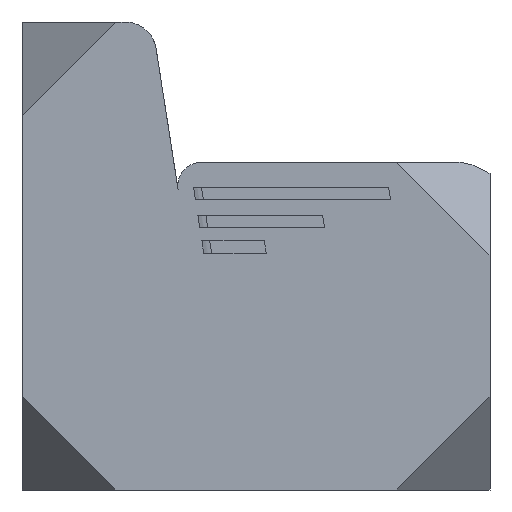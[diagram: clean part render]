
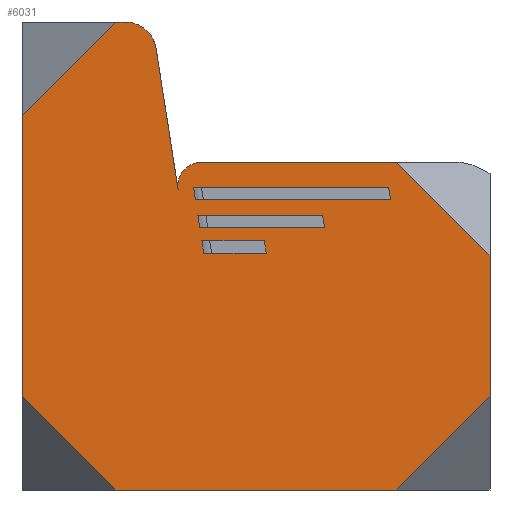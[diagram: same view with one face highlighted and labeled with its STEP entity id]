
A CAD part, front view. The second image highlights one B-rep face of the part: STEP entity #6031.
In plain terms, the highlighted planar face has unit normal (0, -1, 0).
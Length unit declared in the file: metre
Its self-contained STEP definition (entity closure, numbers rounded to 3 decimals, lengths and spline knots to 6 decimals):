
#263=CIRCLE('',#6401,0.002);
#264=CIRCLE('',#6402,0.0015);
#1073=ORIENTED_EDGE('',*,*,#2660,.F.);
#1074=ORIENTED_EDGE('',*,*,#2662,.T.);
#1075=ORIENTED_EDGE('',*,*,#2653,.F.);
#1076=ORIENTED_EDGE('',*,*,#2654,.F.);
#1077=ORIENTED_EDGE('',*,*,#2688,.F.);
#1078=ORIENTED_EDGE('',*,*,#2690,.T.);
#1079=ORIENTED_EDGE('',*,*,#2681,.F.);
#1080=ORIENTED_EDGE('',*,*,#2682,.F.);
#1081=ORIENTED_EDGE('',*,*,#2646,.T.);
#1082=ORIENTED_EDGE('',*,*,#2648,.T.);
#1083=ORIENTED_EDGE('',*,*,#2639,.F.);
#1084=ORIENTED_EDGE('',*,*,#2640,.F.);
#1085=ORIENTED_EDGE('',*,*,#2762,.F.);
#1086=ORIENTED_EDGE('',*,*,#2763,.T.);
#1087=ORIENTED_EDGE('',*,*,#2764,.T.);
#1088=ORIENTED_EDGE('',*,*,#2765,.T.);
#1089=ORIENTED_EDGE('',*,*,#2766,.F.);
#1090=ORIENTED_EDGE('',*,*,#2767,.F.);
#1091=ORIENTED_EDGE('',*,*,#2743,.T.);
#1092=ORIENTED_EDGE('',*,*,#2623,.T.);
#1093=ORIENTED_EDGE('',*,*,#2672,.F.);
#1094=ORIENTED_EDGE('',*,*,#2563,.F.);
#1095=ORIENTED_EDGE('',*,*,#2699,.F.);
#1096=ORIENTED_EDGE('',*,*,#2706,.T.);
#1097=ORIENTED_EDGE('',*,*,#2768,.T.);
#2563=EDGE_CURVE('',#3490,#3492,#4119,.T.);
#2623=EDGE_CURVE('',#3524,#3525,#4171,.T.);
#2639=EDGE_CURVE('',#3539,#3535,#4185,.T.);
#2640=EDGE_CURVE('',#3540,#3539,#4186,.T.);
#2646=EDGE_CURVE('',#3540,#3544,#4191,.T.);
#2648=EDGE_CURVE('',#3544,#3535,#4193,.T.);
#2653=EDGE_CURVE('',#3549,#3545,#4197,.T.);
#2654=EDGE_CURVE('',#3550,#3549,#4198,.T.);
#2660=EDGE_CURVE('',#3554,#3550,#4203,.T.);
#2662=EDGE_CURVE('',#3554,#3545,#4205,.T.);
#2672=EDGE_CURVE('',#3492,#3525,#4213,.T.);
#2681=EDGE_CURVE('',#3566,#3562,#4220,.T.);
#2682=EDGE_CURVE('',#3567,#3566,#4221,.T.);
#2688=EDGE_CURVE('',#3571,#3567,#4226,.T.);
#2690=EDGE_CURVE('',#3571,#3562,#4228,.T.);
#2699=EDGE_CURVE('',#3577,#3490,#4232,.T.);
#2706=EDGE_CURVE('',#3577,#3583,#4239,.T.);
#2743=EDGE_CURVE('',#3610,#3524,#4265,.T.);
#2762=EDGE_CURVE('',#3626,#3627,#4282,.T.);
#2763=EDGE_CURVE('',#3626,#3628,#263,.T.);
#2764=EDGE_CURVE('',#3628,#3629,#4283,.T.);
#2765=EDGE_CURVE('',#3629,#3630,#4284,.T.);
#2766=EDGE_CURVE('',#3631,#3630,#4285,.T.);
#2767=EDGE_CURVE('',#3610,#3631,#4286,.T.);
#2768=EDGE_CURVE('',#3583,#3627,#264,.T.);
#3490=VERTEX_POINT('',#9091);
#3492=VERTEX_POINT('',#9094);
#3524=VERTEX_POINT('',#9227);
#3525=VERTEX_POINT('',#9228);
#3535=VERTEX_POINT('',#9256);
#3539=VERTEX_POINT('',#9263);
#3540=VERTEX_POINT('',#9267);
#3544=VERTEX_POINT('',#9277);
#3545=VERTEX_POINT('',#9284);
#3549=VERTEX_POINT('',#9291);
#3550=VERTEX_POINT('',#9295);
#3554=VERTEX_POINT('',#9305);
#3562=VERTEX_POINT('',#9359);
#3566=VERTEX_POINT('',#9366);
#3567=VERTEX_POINT('',#9370);
#3571=VERTEX_POINT('',#9380);
#3577=VERTEX_POINT('',#9533);
#3583=VERTEX_POINT('',#9548);
#3610=VERTEX_POINT('',#9655);
#3626=VERTEX_POINT('',#9693);
#3627=VERTEX_POINT('',#9694);
#3628=VERTEX_POINT('',#9696);
#3629=VERTEX_POINT('',#9698);
#3630=VERTEX_POINT('',#9700);
#3631=VERTEX_POINT('',#9702);
#4119=LINE('',#9093,#4650);
#4171=LINE('',#9226,#4702);
#4185=LINE('',#9264,#4716);
#4186=LINE('',#9266,#4717);
#4191=LINE('',#9278,#4722);
#4193=LINE('',#9281,#4724);
#4197=LINE('',#9292,#4728);
#4198=LINE('',#9294,#4729);
#4203=LINE('',#9306,#4734);
#4205=LINE('',#9309,#4736);
#4213=LINE('',#9327,#4744);
#4220=LINE('',#9367,#4751);
#4221=LINE('',#9369,#4752);
#4226=LINE('',#9381,#4757);
#4228=LINE('',#9384,#4759);
#4232=LINE('',#9534,#4763);
#4239=LINE('',#9549,#4770);
#4265=LINE('',#9654,#4796);
#4282=LINE('',#9692,#4813);
#4283=LINE('',#9697,#4814);
#4284=LINE('',#9699,#4815);
#4285=LINE('',#9701,#4816);
#4286=LINE('',#9703,#4817);
#4650=VECTOR('',#7105,1.);
#4702=VECTOR('',#7223,1.);
#4716=VECTOR('',#7245,1.);
#4717=VECTOR('',#7248,1.);
#4722=VECTOR('',#7257,1.);
#4724=VECTOR('',#7261,1.);
#4728=VECTOR('',#7269,1.);
#4729=VECTOR('',#7272,1.);
#4734=VECTOR('',#7281,1.);
#4736=VECTOR('',#7285,1.);
#4744=VECTOR('',#7301,1.);
#4751=VECTOR('',#7314,1.);
#4752=VECTOR('',#7317,1.);
#4757=VECTOR('',#7326,1.);
#4759=VECTOR('',#7330,1.);
#4763=VECTOR('',#7342,1.);
#4770=VECTOR('',#7353,1.);
#4796=VECTOR('',#7419,1.);
#4813=VECTOR('',#7446,1.);
#4814=VECTOR('',#7449,1.);
#4815=VECTOR('',#7450,1.);
#4816=VECTOR('',#7451,1.);
#4817=VECTOR('',#7452,1.);
#5223=EDGE_LOOP('',(#1073,#1074,#1075,#1076));
#5224=EDGE_LOOP('',(#1077,#1078,#1079,#1080));
#5225=EDGE_LOOP('',(#1081,#1082,#1083,#1084));
#5226=EDGE_LOOP('',(#1085,#1086,#1087,#1088,#1089,#1090,#1091,#1092,#1093,
#1094,#1095,#1096,#1097));
#5569=FACE_BOUND('',#5223,.T.);
#5570=FACE_BOUND('',#5224,.T.);
#5571=FACE_BOUND('',#5225,.T.);
#5572=FACE_BOUND('',#5226,.T.);
#5890=PLANE('',#6400);
#6031=ADVANCED_FACE('',(#5569,#5570,#5571,#5572),#5890,.T.);
#6400=AXIS2_PLACEMENT_3D('',#9691,#7444,#7445);
#6401=AXIS2_PLACEMENT_3D('',#9695,#7447,#7448);
#6402=AXIS2_PLACEMENT_3D('',#9704,#7453,#7454);
#7105=DIRECTION('',(1.,0.,0.));
#7223=DIRECTION('',(0.707,0.,0.707));
#7245=DIRECTION('',(-1.,0.,0.));
#7248=DIRECTION('',(-0.154,0.,0.988));
#7257=DIRECTION('',(-1.,0.,0.));
#7261=DIRECTION('',(-0.154,0.,0.988));
#7269=DIRECTION('',(-1.,0.,0.));
#7272=DIRECTION('',(-0.154,0.,0.988));
#7281=DIRECTION('',(1.,0.,0.));
#7285=DIRECTION('',(-0.154,0.,0.988));
#7301=DIRECTION('',(0.,0.,-1.));
#7314=DIRECTION('',(-1.,0.,0.));
#7317=DIRECTION('',(-0.154,0.,0.988));
#7326=DIRECTION('',(1.,0.,0.));
#7330=DIRECTION('',(-0.154,0.,0.988));
#7342=DIRECTION('',(0.707,0.,-0.707));
#7353=DIRECTION('',(-1.,0.,0.));
#7419=DIRECTION('',(1.,0.,0.));
#7444=DIRECTION('',(0.,-1.,0.));
#7445=DIRECTION('',(0.,0.,-1.));
#7446=DIRECTION('',(0.154,0.,-0.988));
#7447=DIRECTION('',(0.,-1.,0.));
#7448=DIRECTION('',(0.,0.,-1.));
#7449=DIRECTION('',(-1.,0.,0.));
#7450=DIRECTION('',(-0.707,0.,-0.707));
#7451=DIRECTION('',(0.,0.,1.));
#7452=DIRECTION('',(-0.707,0.,0.707));
#7453=DIRECTION('',(0.,-1.,0.));
#7454=DIRECTION('',(0.,0.,-1.));
#9091=CARTESIAN_POINT('',(0.029928,0.,0.015072));
#9093=CARTESIAN_POINT('',(0.,0.,0.015072));
#9094=CARTESIAN_POINT('',(0.03,0.,0.015072));
#9226=CARTESIAN_POINT('',(0.01875,0.,-0.00525));
#9227=CARTESIAN_POINT('',(0.024,0.,0.));
#9228=CARTESIAN_POINT('',(0.03,0.,0.006));
#9256=CARTESIAN_POINT('',(0.010995,0.,0.0194));
#9263=CARTESIAN_POINT('',(0.0235,0.,0.0194));
#9264=CARTESIAN_POINT('',(0.,0.,0.0194));
#9266=CARTESIAN_POINT('',(0.025897,0.,0.004043));
#9267=CARTESIAN_POINT('',(0.023625,0.,0.0186));
#9277=CARTESIAN_POINT('',(0.01112,0.,0.0186));
#9278=CARTESIAN_POINT('',(0.,0.,0.0186));
#9281=CARTESIAN_POINT('',(0.01369,0.,0.002137));
#9284=CARTESIAN_POINT('',(0.011529,0.,0.015979));
#9291=CARTESIAN_POINT('',(0.015529,0.,0.015979));
#9292=CARTESIAN_POINT('',(0.,0.,0.015979));
#9294=CARTESIAN_POINT('',(0.017595,0.,0.002747));
#9295=CARTESIAN_POINT('',(0.015654,0.,0.015179));
#9305=CARTESIAN_POINT('',(0.011654,0.,0.015179));
#9306=CARTESIAN_POINT('',(0.,0.,0.015179));
#9309=CARTESIAN_POINT('',(0.01369,0.,0.002137));
#9327=CARTESIAN_POINT('',(0.03,0.,0.));
#9359=CARTESIAN_POINT('',(0.011273,0.,0.017624));
#9366=CARTESIAN_POINT('',(0.019273,0.,0.017624));
#9367=CARTESIAN_POINT('',(0.,0.,0.017624));
#9369=CARTESIAN_POINT('',(0.0215,0.,0.003357));
#9370=CARTESIAN_POINT('',(0.019398,0.,0.016824));
#9380=CARTESIAN_POINT('',(0.011398,0.,0.016824));
#9381=CARTESIAN_POINT('',(0.,0.,0.016824));
#9384=CARTESIAN_POINT('',(0.01369,0.,0.002137));
#9533=CARTESIAN_POINT('',(0.024,0.,0.021));
#9534=CARTESIAN_POINT('',(0.02775,0.,0.01725));
#9548=CARTESIAN_POINT('',(0.011486,0.,0.021));
#9549=CARTESIAN_POINT('',(0.0225,0.,0.021));
#9654=CARTESIAN_POINT('',(0.03,0.,0.));
#9655=CARTESIAN_POINT('',(0.006,0.,0.));
#9691=CARTESIAN_POINT('',(0.,0.,0.));
#9692=CARTESIAN_POINT('',(0.012702,0.,0.001983));
#9693=CARTESIAN_POINT('',(0.008592,0.,0.028308));
#9694=CARTESIAN_POINT('',(0.010004,0.,0.019269));
#9695=CARTESIAN_POINT('',(0.006616,0.,0.028));
#9696=CARTESIAN_POINT('',(0.006616,0.,0.03));
#9697=CARTESIAN_POINT('',(0.0225,0.,0.03));
#9698=CARTESIAN_POINT('',(0.006,0.,0.03));
#9699=CARTESIAN_POINT('',(0.00225,0.,0.02625));
#9700=CARTESIAN_POINT('',(0.,0.,0.024));
#9701=CARTESIAN_POINT('',(0.,0.,0.));
#9702=CARTESIAN_POINT('',(0.,0.,0.006));
#9703=CARTESIAN_POINT('',(0.01125,0.,-0.00525));
#9704=CARTESIAN_POINT('',(0.011486,0.,0.0195));
